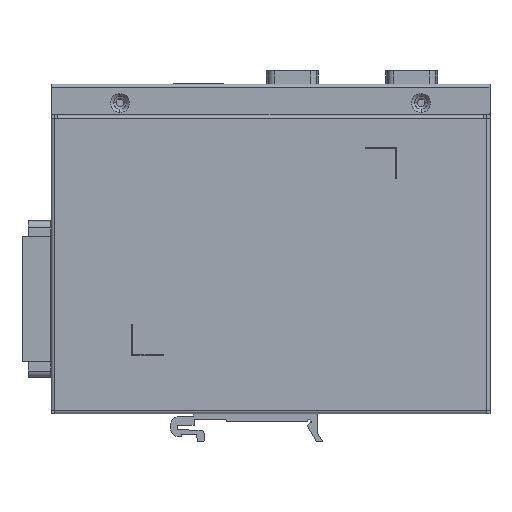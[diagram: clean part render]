
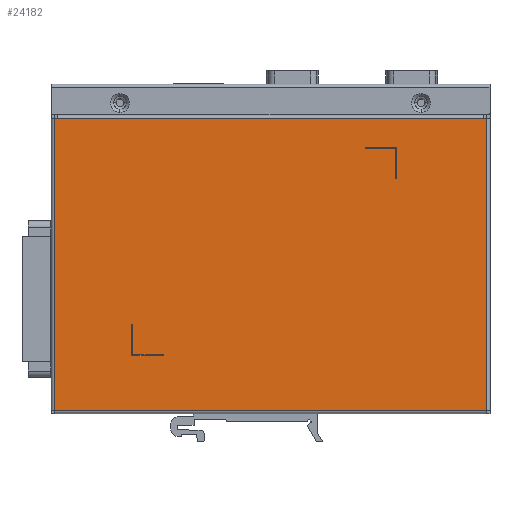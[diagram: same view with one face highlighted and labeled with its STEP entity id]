
A CAD part, front view. The second image highlights one B-rep face of the part: STEP entity #24182.
In plain terms, the highlighted planar face has unit normal (0, -1, 0).
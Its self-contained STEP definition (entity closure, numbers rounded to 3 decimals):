
#7416=DIRECTION('',(1.,0.,0.));
#7417=VECTOR('',#7416,1.);
#7418=CARTESIAN_POINT('',(69.,-9.8,30.6));
#7419=LINE('',#7418,#7417);
#7432=DIRECTION('',(0.,0.,-1.));
#7433=VECTOR('',#7432,93.14);
#7434=CARTESIAN_POINT('',(70.,-9.8,30.6));
#7435=LINE('',#7434,#7433);
#7745=DIRECTION('',(1.,0.,0.));
#7746=VECTOR('',#7745,1.);
#7747=CARTESIAN_POINT('',(-68.,-9.8,30.6));
#7748=LINE('',#7747,#7746);
#7758=DIRECTION('',(0.,0.,-1.));
#7759=VECTOR('',#7758,10.);
#7760=CARTESIAN_POINT('',(41.2,-9.8,21.348));
#7761=LINE('',#7760,#7759);
#7762=DIRECTION('',(1.,0.,0.));
#7763=VECTOR('',#7762,10.);
#7764=CARTESIAN_POINT('',(31.2,-9.8,21.348));
#7765=LINE('',#7764,#7763);
#7766=DIRECTION('',(0.,0.,1.));
#7767=VECTOR('',#7766,0.312);
#7768=CARTESIAN_POINT('',(31.2,-9.8,21.036));
#7769=LINE('',#7768,#7767);
#7770=DIRECTION('',(-1.,0.,0.));
#7771=VECTOR('',#7770,9.7);
#7772=CARTESIAN_POINT('',(40.9,-9.8,21.036));
#7773=LINE('',#7772,#7771);
#7774=DIRECTION('',(0.,0.,1.));
#7775=VECTOR('',#7774,9.688);
#7776=CARTESIAN_POINT('',(40.9,-9.8,11.348));
#7777=LINE('',#7776,#7775);
#7778=DIRECTION('',(-1.,0.,0.));
#7779=VECTOR('',#7778,0.3);
#7780=CARTESIAN_POINT('',(41.2,-9.8,11.348));
#7781=LINE('',#7780,#7779);
#7782=DIRECTION('',(-1.,0.,0.));
#7783=VECTOR('',#7782,10.);
#7784=CARTESIAN_POINT('',(-33.2,-9.8,-45.04));
#7785=LINE('',#7784,#7783);
#7786=DIRECTION('',(0.,0.,-1.));
#7787=VECTOR('',#7786,0.3);
#7788=CARTESIAN_POINT('',(-33.2,-9.8,-44.74));
#7789=LINE('',#7788,#7787);
#7790=DIRECTION('',(1.,0.,0.));
#7791=VECTOR('',#7790,9.7);
#7792=CARTESIAN_POINT('',(-42.9,-9.8,-44.74));
#7793=LINE('',#7792,#7791);
#7794=DIRECTION('',(0.,0.,-1.));
#7795=VECTOR('',#7794,9.7);
#7796=CARTESIAN_POINT('',(-42.9,-9.8,-35.04));
#7797=LINE('',#7796,#7795);
#7798=DIRECTION('',(1.,0.,0.));
#7799=VECTOR('',#7798,0.3);
#7800=CARTESIAN_POINT('',(-43.2,-9.8,-35.04));
#7801=LINE('',#7800,#7799);
#7802=DIRECTION('',(0.,0.,1.));
#7803=VECTOR('',#7802,10.);
#7804=CARTESIAN_POINT('',(-43.2,-9.8,-45.04));
#7805=LINE('',#7804,#7803);
#7810=DIRECTION('',(1.,0.,0.));
#7811=VECTOR('',#7810,136.);
#7812=CARTESIAN_POINT('',(-67.,-9.8,30.6));
#7813=LINE('',#7812,#7811);
#7814=DIRECTION('',(-1.,0.,0.));
#7815=VECTOR('',#7814,138.);
#7816=CARTESIAN_POINT('',(70.,-9.8,-62.54));
#7817=LINE('',#7816,#7815);
#7870=DIRECTION('',(0.,0.,1.));
#7871=VECTOR('',#7870,93.14);
#7872=CARTESIAN_POINT('',(-68.,-9.8,-62.54));
#7873=LINE('',#7872,#7871);
#11487=CARTESIAN_POINT('',(-67.,-9.8,30.6));
#11488=VERTEX_POINT('',#11487);
#11503=CARTESIAN_POINT('',(70.,-9.8,-62.54));
#11504=VERTEX_POINT('',#11503);
#11507=CARTESIAN_POINT('',(70.,-9.8,30.6));
#11508=VERTEX_POINT('',#11507);
#11515=CARTESIAN_POINT('',(-68.,-9.8,30.6));
#11516=VERTEX_POINT('',#11515);
#11547=CARTESIAN_POINT('',(69.,-9.8,30.6));
#11548=VERTEX_POINT('',#11547);
#11577=CARTESIAN_POINT('',(-68.,-9.8,-62.54));
#11578=VERTEX_POINT('',#11577);
#11699=CARTESIAN_POINT('',(41.2,-9.8,21.348));
#11700=CARTESIAN_POINT('',(41.2,-9.8,11.348));
#11701=VERTEX_POINT('',#11699);
#11702=VERTEX_POINT('',#11700);
#11722=CARTESIAN_POINT('',(-33.2,-9.8,-45.04));
#11723=CARTESIAN_POINT('',(-43.2,-9.8,-45.04));
#11724=VERTEX_POINT('',#11722);
#11725=VERTEX_POINT('',#11723);
#11726=CARTESIAN_POINT('',(40.9,-9.8,11.348));
#11727=VERTEX_POINT('',#11726);
#11728=CARTESIAN_POINT('',(31.2,-9.8,21.348));
#11729=VERTEX_POINT('',#11728);
#11765=CARTESIAN_POINT('',(-43.2,-9.8,-35.04));
#11766=VERTEX_POINT('',#11765);
#11767=CARTESIAN_POINT('',(-33.2,-9.8,-44.74));
#11768=VERTEX_POINT('',#11767);
#11769=CARTESIAN_POINT('',(40.9,-9.8,21.036));
#11770=VERTEX_POINT('',#11769);
#11771=CARTESIAN_POINT('',(31.2,-9.8,21.036));
#11772=VERTEX_POINT('',#11771);
#11793=CARTESIAN_POINT('',(-42.9,-9.8,-35.04));
#11794=VERTEX_POINT('',#11793);
#11795=CARTESIAN_POINT('',(-42.9,-9.8,-44.74));
#11796=VERTEX_POINT('',#11795);
#24138=CARTESIAN_POINT('',(1.,-9.8,-17.24));
#24139=DIRECTION('',(0.,1.,0.));
#24140=DIRECTION('',(-1.,0.,0.));
#24141=AXIS2_PLACEMENT_3D('',#24138,#24139,#24140);
#24142=PLANE('',#24141);
#24143=ORIENTED_EDGE('',*,*,#24128,.T.);
#24145=ORIENTED_EDGE('',*,*,#24144,.T.);
#24146=ORIENTED_EDGE('',*,*,#23739,.T.);
#24147=ORIENTED_EDGE('',*,*,#23758,.T.);
#24149=ORIENTED_EDGE('',*,*,#24148,.T.);
#24151=ORIENTED_EDGE('',*,*,#24150,.T.);
#24152=EDGE_LOOP('',(#24143,#24145,#24146,#24147,#24149,#24151));
#24153=FACE_OUTER_BOUND('',#24152,.F.);
#24155=ORIENTED_EDGE('',*,*,#24154,.F.);
#24157=ORIENTED_EDGE('',*,*,#24156,.F.);
#24159=ORIENTED_EDGE('',*,*,#24158,.F.);
#24161=ORIENTED_EDGE('',*,*,#24160,.F.);
#24163=ORIENTED_EDGE('',*,*,#24162,.F.);
#24165=ORIENTED_EDGE('',*,*,#24164,.F.);
#24166=EDGE_LOOP('',(#24155,#24157,#24159,#24161,#24163,#24165));
#24167=FACE_BOUND('',#24166,.F.);
#24169=ORIENTED_EDGE('',*,*,#24168,.F.);
#24171=ORIENTED_EDGE('',*,*,#24170,.F.);
#24173=ORIENTED_EDGE('',*,*,#24172,.F.);
#24175=ORIENTED_EDGE('',*,*,#24174,.F.);
#24177=ORIENTED_EDGE('',*,*,#24176,.F.);
#24179=ORIENTED_EDGE('',*,*,#24178,.F.);
#24180=EDGE_LOOP('',(#24169,#24171,#24173,#24175,#24177,#24179));
#24181=FACE_BOUND('',#24180,.F.);
#24182=ADVANCED_FACE('',(#24153,#24167,#24181),#24142,.F.);
#23739=EDGE_CURVE('',#11548,#11508,#7419,.T.);
#23758=EDGE_CURVE('',#11508,#11504,#7435,.T.);
#24128=EDGE_CURVE('',#11516,#11488,#7748,.T.);
#24144=EDGE_CURVE('',#11488,#11548,#7813,.T.);
#24148=EDGE_CURVE('',#11504,#11578,#7817,.T.);
#24150=EDGE_CURVE('',#11578,#11516,#7873,.T.);
#24154=EDGE_CURVE('',#11701,#11702,#7761,.T.);
#24156=EDGE_CURVE('',#11729,#11701,#7765,.T.);
#24158=EDGE_CURVE('',#11772,#11729,#7769,.T.);
#24160=EDGE_CURVE('',#11770,#11772,#7773,.T.);
#24162=EDGE_CURVE('',#11727,#11770,#7777,.T.);
#24164=EDGE_CURVE('',#11702,#11727,#7781,.T.);
#24168=EDGE_CURVE('',#11724,#11725,#7785,.T.);
#24170=EDGE_CURVE('',#11768,#11724,#7789,.T.);
#24172=EDGE_CURVE('',#11796,#11768,#7793,.T.);
#24174=EDGE_CURVE('',#11794,#11796,#7797,.T.);
#24176=EDGE_CURVE('',#11766,#11794,#7801,.T.);
#24178=EDGE_CURVE('',#11725,#11766,#7805,.T.);
